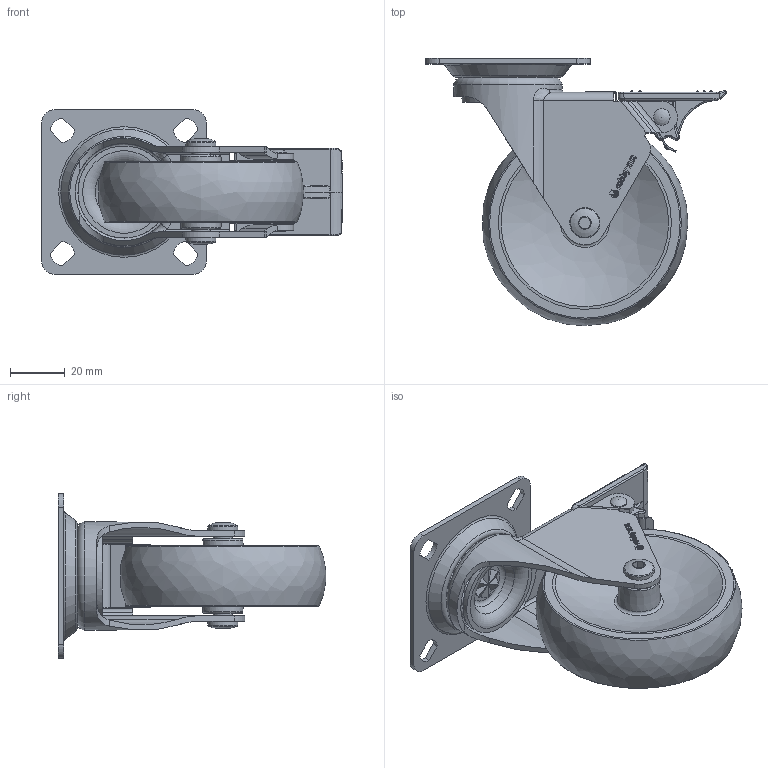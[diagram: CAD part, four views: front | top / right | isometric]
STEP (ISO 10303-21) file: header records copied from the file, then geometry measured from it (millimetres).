
FILE_DESCRIPTION(/* description */ (''),/* implementation_level */ '2;1');
FILE_NAME(/* name */ 'KM-CALIBRO-75MM-ZH-20.stp',/* time_stamp */ '2023-08-09T10:17:57+02:00',/* author */ ('BartlomiejH'),/* organization */ (''),/* preprocessor_version */ 'ST-DEVELOPER v19.2',/* originating_system */ 'Autodesk Inventor 2023',/* authorisation */ '');
FILE_SCHEMA (('AUTOMOTIVE_DESIGN { 1 0 10303 214 3 1 1 }'));
Products named in the file (15): EMMA75-LUNZI_ASM; EMMA75-3-YZZHIJIA; 5GANGQIU; EMMA75SHANGGAI; EMMA75FANGKUAI; EMMA75PINGDIDING; EMMA75XIAGAI; EMMA75MDLUNZHOU; EMMA50ZHIDING; 75-ZS; 75-JL_ASM; 75-NF; 75-BJ; EMMA75-4X29ZHIDING; EMMA75-ZP
Assembly tree (15 placements, depth 3):
  EMMA75-LUNZI_ASM
    EMMA75-3-YZZHIJIA
    5GANGQIU  x2
    EMMA75SHANGGAI
    EMMA75FANGKUAI
    EMMA75PINGDIDING
    EMMA75XIAGAI
    EMMA75MDLUNZHOU
    EMMA50ZHIDING
    75-ZS
    75-JL_ASM
      75-NF
      75-BJ
    EMMA75-4X29ZHIDING
    EMMA75-ZP
Bounding box: 109.53 x 97.27 x 60 mm (x, y, z)
Volume: 102756.8 mm3; surface area: 63078.6 mm2
Topology: 37 solids, 38 shells, 755 faces, 1938 edges, 1237 vertices
Faces by surface type: plane 306, cylinder 209, bspline 123, torus 43, sphere 41, cone 33
Full cylindrical faces by diameter (mm): 3 x1, 4 x1, 4.2 x24, 5 x11, 5.5 x1, 6 x1, 7 x2, 7.2 x2, 11 x3, 11.2 x2, 21 x1, 33.5 x1, 35.442 x1, 39.442 x1
Entity records: 41362 total; most frequent: CARTESIAN_POINT 23348, ORIENTED_EDGE 3678, DIRECTION 3548, EDGE_CURVE 1839, AXIS2_PLACEMENT_3D 1317, VERTEX_POINT 1199, LINE 914, VECTOR 914
